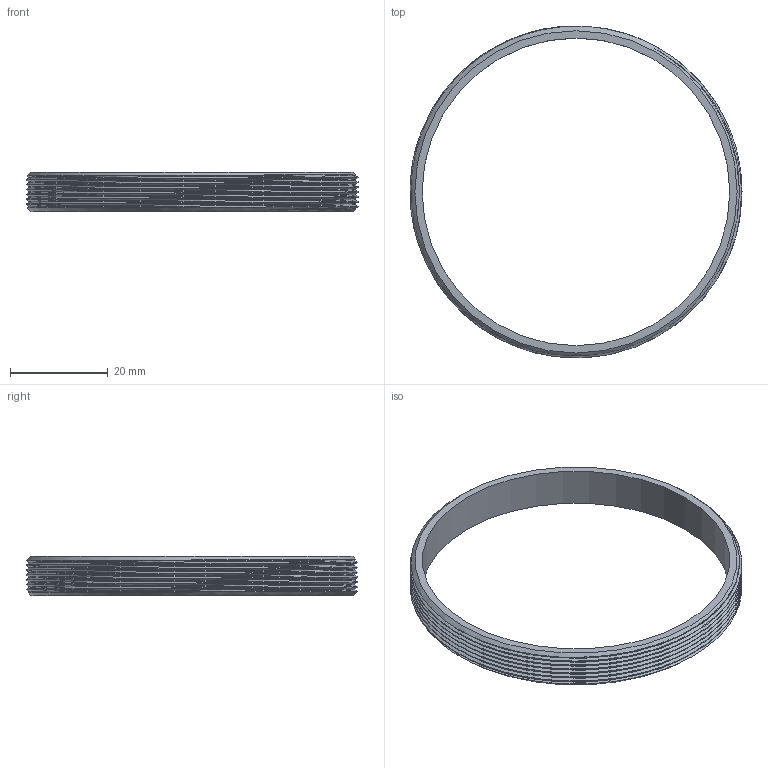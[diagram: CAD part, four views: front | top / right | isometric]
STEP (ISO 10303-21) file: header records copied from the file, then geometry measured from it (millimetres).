
FILE_DESCRIPTION(('FreeCAD Model'),'2;1');
FILE_NAME('Open CASCADE Shape Model','2025-05-18T13:16:45',('BT'),(''), 'Open CASCADE STEP processor 7.6','FreeCAD','Unknown');
FILE_SCHEMA(('AUTOMOTIVE_DESIGN { 1 0 10303 214 1 1 1 1 }'));
Length unit declared in the file: millimetre
Products named in the file (1): Body
Bounding box: 67.99 x 67.97 x 8 mm (x, y, z)
Volume: 3469 mm3; surface area: 4944.4 mm2
Topology: 1 solids, 1 shells, 40 faces, 82 edges, 44 vertices
Faces by surface type: bspline 25, cylinder 9, cone 4, plane 2
Full cylindrical faces by diameter (mm): 63 x1, 68 x6
Entity records: 4181 total; most frequent: CARTESIAN_POINT 3548, ORIENTED_EDGE 164, EDGE_CURVE 82, DIRECTION 60, B_SPLINE_CURVE_WITH_KNOTS 46, VERTEX_POINT 44, FACE_BOUND 42, EDGE_LOOP 42
